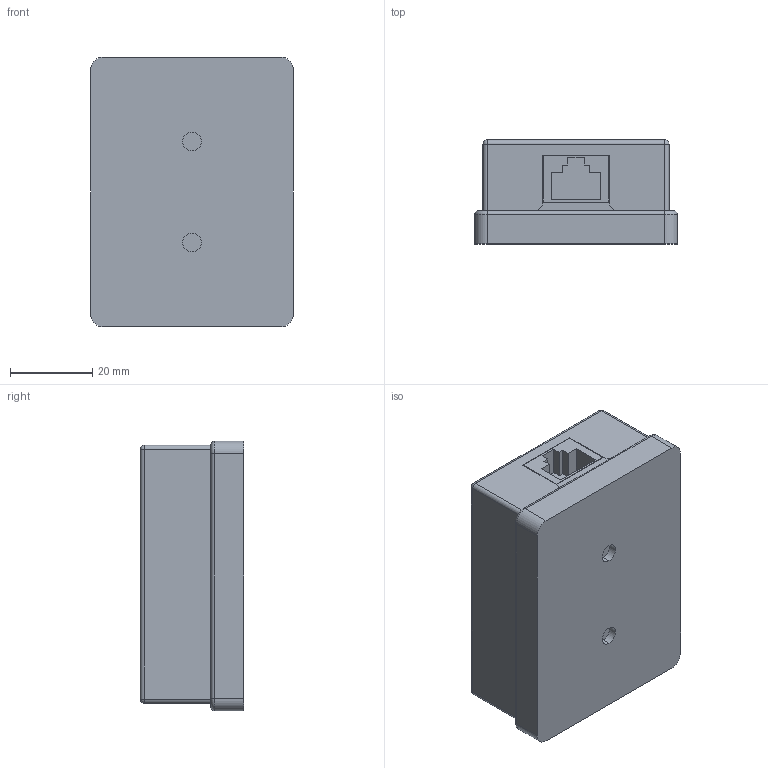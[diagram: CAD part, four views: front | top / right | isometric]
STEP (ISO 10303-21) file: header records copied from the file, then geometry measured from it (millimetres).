
FILE_DESCRIPTION (( 'STEP AP214' ), '1' );
FILE_NAME ('CS2-1C5EU-12-G Ðîçåòêà èíô. íàñòåííàÿ RJ45 êàò. 5Å UTP 1 ïîðò GENERICA.STEP', '2019-10-28T13:01:28', ( '' ), ( '' ), 'SwSTEP 2.0', 'SolidWorks 2017', '' );
FILE_SCHEMA (( 'AUTOMOTIVE_DESIGN' ));
Length unit declared in the file: millimetre
Products named in the file (1): CS2-1C5EU-12-G Ðîçåòêà èíô. íàñòåííàÿ RJ45 êàò. 5Å UTP 1 ïîðò GENERICA
Bounding box: 49.2 x 25.2 x 65.5 mm (x, y, z)
Volume: 30803.1 mm3; surface area: 28990.2 mm2
Topology: 2 solids, 2 shells, 126 faces, 326 edges, 206 vertices
Faces by surface type: plane 76, cylinder 42, sphere 4, torus 4
Entity records: 3849 total; most frequent: DIRECTION 664, CARTESIAN_POINT 655, ORIENTED_EDGE 644, EDGE_CURVE 322, VECTOR 234, LINE 234, AXIS2_PLACEMENT_3D 215, VERTEX_POINT 206
